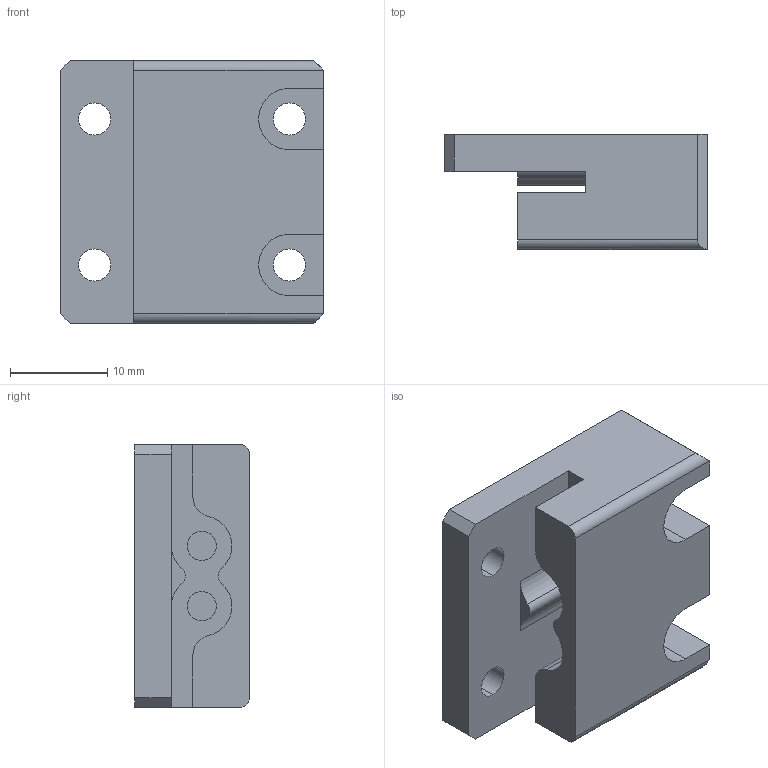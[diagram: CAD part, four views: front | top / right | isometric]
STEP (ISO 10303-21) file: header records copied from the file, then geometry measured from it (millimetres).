
FILE_DESCRIPTION (( 'STEP AP214' ), '1' );
FILE_NAME ('yBeltClip Mk2 T2 GBtLitchi.STEP', '2022-06-17T14:22:40', ( '' ), ( '' ), 'SwSTEP 2.0', 'SolidWorks 2018', '' );
FILE_SCHEMA (( 'AUTOMOTIVE_DESIGN' ));
Length unit declared in the file: millimetre
Products named in the file (1): yBeltClip Mk2 T2 GBtLitchi
Bounding box: 27 x 11.8 x 27 mm (x, y, z)
Volume: 5433.1 mm3; surface area: 3349.7 mm2
Topology: 1 solids, 1 shells, 48 faces, 130 edges, 86 vertices
Faces by surface type: cylinder 24, plane 24
Entity records: 1574 total; most frequent: DIRECTION 272, CARTESIAN_POINT 271, ORIENTED_EDGE 260, EDGE_CURVE 130, AXIS2_PLACEMENT_3D 95, VERTEX_POINT 86, VECTOR 82, LINE 82
